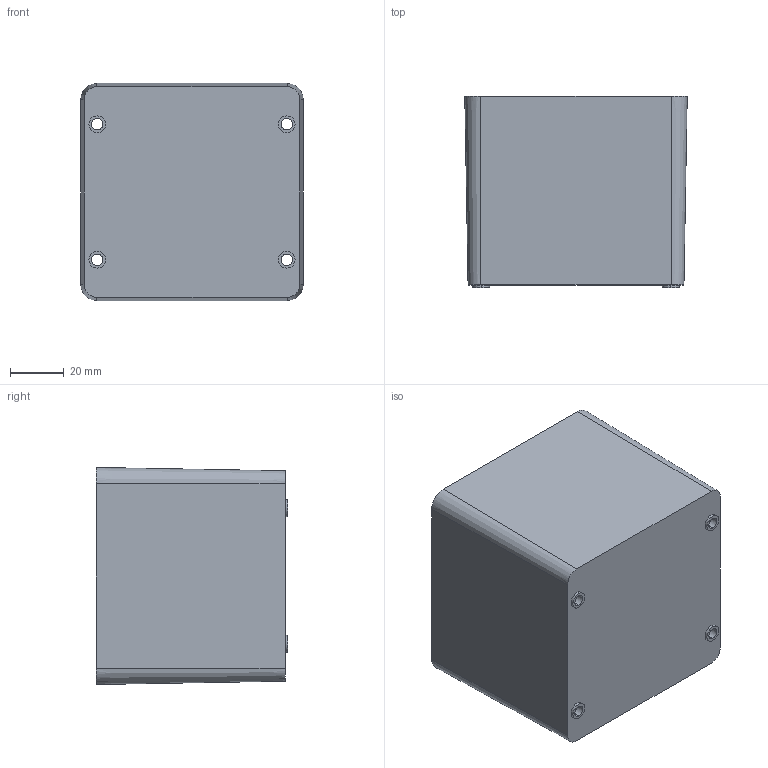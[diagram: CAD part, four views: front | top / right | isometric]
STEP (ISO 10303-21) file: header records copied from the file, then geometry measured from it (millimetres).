
FILE_DESCRIPTION (( 'STEP AP203' ), '1' );
FILE_NAME ('FIBOX_EU080807B.STEP', '2005-08-31T09:50:22', ( ' ' ), ( ' ' ), 'SwSTEP 2.0', 'SolidWorks 2005187', '' );
FILE_SCHEMA (( 'CONFIG_CONTROL_DESIGN' ));
Length unit declared in the file: millimetre
Products named in the file (1): FIBOX_EU080807B
Bounding box: 82.4 x 71 x 80.4 mm (x, y, z)
Volume: 101991.4 mm3; surface area: 61812.1 mm2
Topology: 1 solids, 1 shells, 194 faces, 465 edges, 310 vertices
Faces by surface type: plane 98, cylinder 80, cone 16
Entity records: 5794 total; most frequent: DIRECTION 1047, CARTESIAN_POINT 970, ORIENTED_EDGE 930, EDGE_CURVE 465, AXIS2_PLACEMENT_3D 387, VERTEX_POINT 310, LINE 273, VECTOR 273
